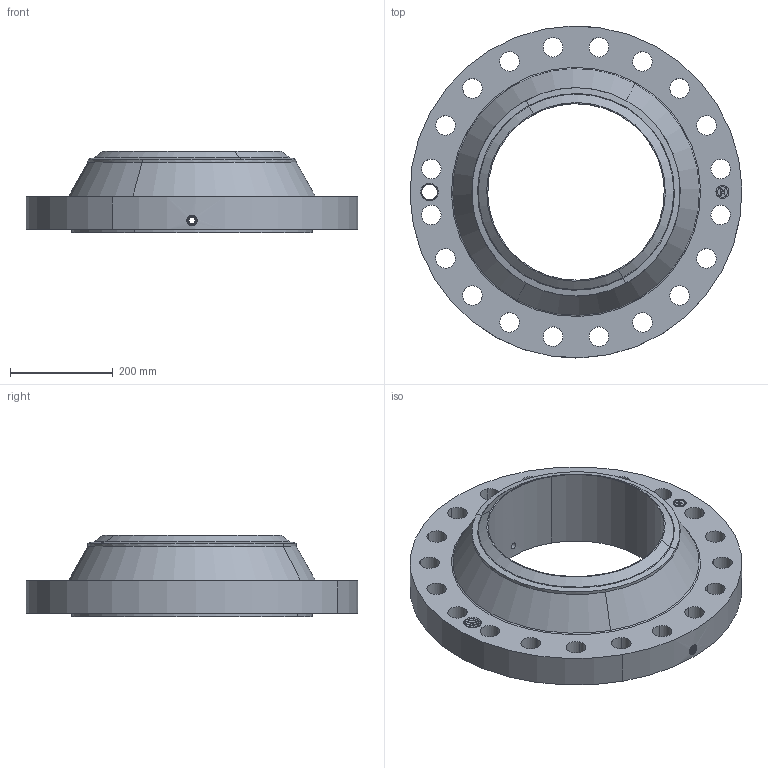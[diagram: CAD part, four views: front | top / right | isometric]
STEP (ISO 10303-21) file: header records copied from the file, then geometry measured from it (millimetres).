
FILE_DESCRIPTION(('3D STEP'),'2;1');
FILE_NAME('16-400-RF-WELD-NECK-120-ORIF-FLANGE.stp','2013-10-21T05:34:33+00:00',('Texas Flange'),(''),'CATIA Version 5 Release 20 SP 6 (IN-10)','CATIA V5 STEP AP214','800-826-3801');
FILE_SCHEMA(('AUTOMOTIVE_DESIGN { 1 0 10303 214 1 1 1 1 }'));
Length unit declared in the file: inch
Products named in the file (1): 16-400-RF-WELD-NECK-120-ORIF-FLANGE
Bounding box: 647.52 x 647.7 x 158.75 mm (x, y, z)
Volume: 18626240.6 mm3; surface area: 978776 mm2
Topology: 1 solids, 1 shells, 797 faces, 2168 edges, 1392 vertices
Faces by surface type: plane 369, bspline 252, cylinder 118, cone 50, torus 4, revolution 4
Entity records: 33543 total; most frequent: CARTESIAN_POINT 13680, ORIENTED_EDGE 4336, DIRECTION 2175, EDGE_CURVE 2168, VERTEX_POINT 1392, VECTOR 1207, LINE 1207, EDGE_LOOP 864
